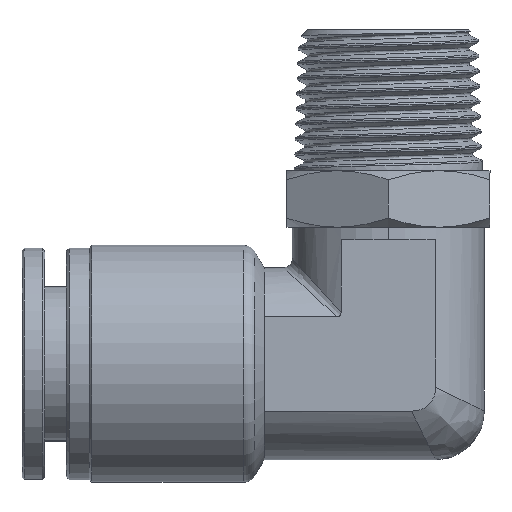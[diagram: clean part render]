
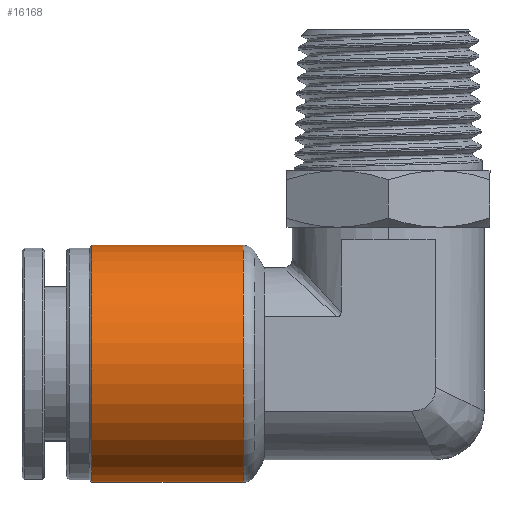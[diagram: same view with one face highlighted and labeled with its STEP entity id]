
A CAD part, left-side view. The second image highlights one B-rep face of the part: STEP entity #16168.
In plain terms, the highlighted cylindrical face has radius 10.5 mm (diameter 21 mm), a partial arc.
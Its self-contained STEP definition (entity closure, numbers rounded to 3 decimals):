
#457 = EDGE_LOOP ( 'NONE', ( #3510, #17339, #19178, #27208 ) ) ;
#607 = CARTESIAN_POINT ( 'NONE',  ( 0., -1.451, 10.5 ) ) ;
#1312 = DIRECTION ( 'NONE',  ( 0., 0., -1. ) ) ;
#2006 = EDGE_CURVE ( 'NONE', #2881, #4127, #11385, .T. ) ;
#2881 = VERTEX_POINT ( 'NONE', #32051 ) ;
#3510 = ORIENTED_EDGE ( 'NONE', *, *, #10022, .F. ) ;
#4127 = VERTEX_POINT ( 'NONE', #15516 ) ;
#4380 = VECTOR ( 'NONE', #28416, 1000. ) ;
#4411 = AXIS2_PLACEMENT_3D ( 'NONE', #32576, #8801, #32685 ) ;
#8801 = DIRECTION ( 'NONE',  ( 0., -1., 0. ) ) ;
#9810 = AXIS2_PLACEMENT_3D ( 'NONE', #15351, #33850, #18000 ) ;
#10022 = EDGE_CURVE ( 'NONE', #16203, #21195, #12164, .T. ) ;
#10792 = CARTESIAN_POINT ( 'NONE',  ( 0., 12.2, 10.5 ) ) ;
#11226 = CIRCLE ( 'NONE', #9810, 10.5 ) ;
#11385 = LINE ( 'NONE', #12594, #4380 ) ;
#11964 = CYLINDRICAL_SURFACE ( 'NONE', #4411, 10.5 ) ;
#12164 = LINE ( 'NONE', #10792, #32413 ) ;
#12594 = CARTESIAN_POINT ( 'NONE',  ( 0., 12.2, -10.5 ) ) ;
#12819 = AXIS2_PLACEMENT_3D ( 'NONE', #32962, #17117, #1312 ) ;
#12909 = EDGE_CURVE ( 'NONE', #16203, #2881, #11226, .T. ) ;
#15351 = CARTESIAN_POINT ( 'NONE',  ( 0., 11.95, 0. ) ) ;
#15516 = CARTESIAN_POINT ( 'NONE',  ( 0., -1.451, -10.5 ) ) ;
#16168 = ADVANCED_FACE ( 'NONE', ( #23959 ), #11964, .T. ) ;
#16203 = VERTEX_POINT ( 'NONE', #16964 ) ;
#16964 = CARTESIAN_POINT ( 'NONE',  ( 0., 11.95, 10.5 ) ) ;
#17117 = DIRECTION ( 'NONE',  ( 0., 1., 0. ) ) ;
#17339 = ORIENTED_EDGE ( 'NONE', *, *, #12909, .T. ) ;
#17360 = EDGE_CURVE ( 'NONE', #4127, #21195, #27930, .T. ) ;
#18000 = DIRECTION ( 'NONE',  ( 0., 0., 1. ) ) ;
#19178 = ORIENTED_EDGE ( 'NONE', *, *, #2006, .T. ) ;
#21195 = VERTEX_POINT ( 'NONE', #607 ) ;
#23959 = FACE_OUTER_BOUND ( 'NONE', #457, .T. ) ;
#27208 = ORIENTED_EDGE ( 'NONE', *, *, #17360, .T. ) ;
#27930 = CIRCLE ( 'NONE', #12819, 10.5 ) ;
#28416 = DIRECTION ( 'NONE',  ( 0., -1., 0. ) ) ;
#29260 = DIRECTION ( 'NONE',  ( 0., -1., 0. ) ) ;
#32051 = CARTESIAN_POINT ( 'NONE',  ( 0., 11.95, -10.5 ) ) ;
#32413 = VECTOR ( 'NONE', #29260, 1000. ) ;
#32576 = CARTESIAN_POINT ( 'NONE',  ( 0., 12.2, 0. ) ) ;
#32685 = DIRECTION ( 'NONE',  ( 0., 0., -1. ) ) ;
#32962 = CARTESIAN_POINT ( 'NONE',  ( 0., -1.451, 0. ) ) ;
#33850 = DIRECTION ( 'NONE',  ( 0., -1., 0. ) ) ;
